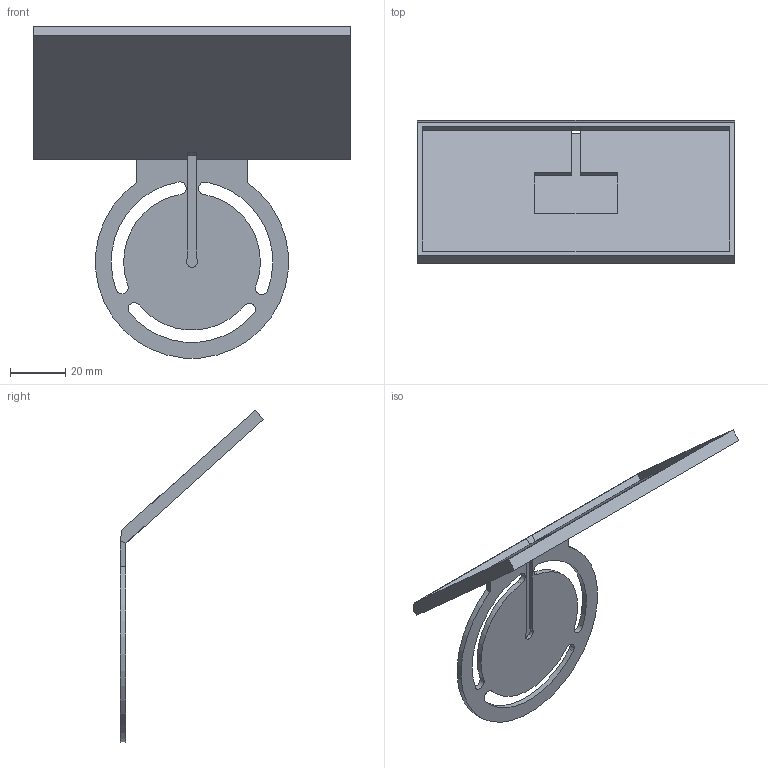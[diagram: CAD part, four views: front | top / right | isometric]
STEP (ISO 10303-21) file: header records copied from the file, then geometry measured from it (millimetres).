
FILE_DESCRIPTION(/* description */ (''),/* implementation_level */ '2;1');
FILE_NAME(/* name */ 'mini-lora-ws-solar.step',/* time_stamp */ '2020-07-23T09:49:06+01:00',/* author */ (''),/* organization */ (''),/* preprocessor_version */ 'ST-DEVELOPER v18.1',/* originating_system */ 'Autodesk Translation Framework v9.3.0.1241',/* authorisation */ '');
FILE_SCHEMA (('AUTOMOTIVE_DESIGN { 1 0 10303 214 3 1 1 }'));
Length unit declared in the file: millimetre
Products named in the file (1): solar
Bounding box: 115 x 51.87 x 120.23 mm (x, y, z)
Volume: 23213.9 mm3; surface area: 25869.6 mm2
Topology: 1 solids, 1 shells, 45 faces, 124 edges, 80 vertices
Faces by surface type: plane 31, cylinder 14
Entity records: 1471 total; most frequent: CARTESIAN_POINT 250, ORIENTED_EDGE 248, DIRECTION 244, EDGE_CURVE 124, LINE 96, VECTOR 96, VERTEX_POINT 80, AXIS2_PLACEMENT_3D 74
